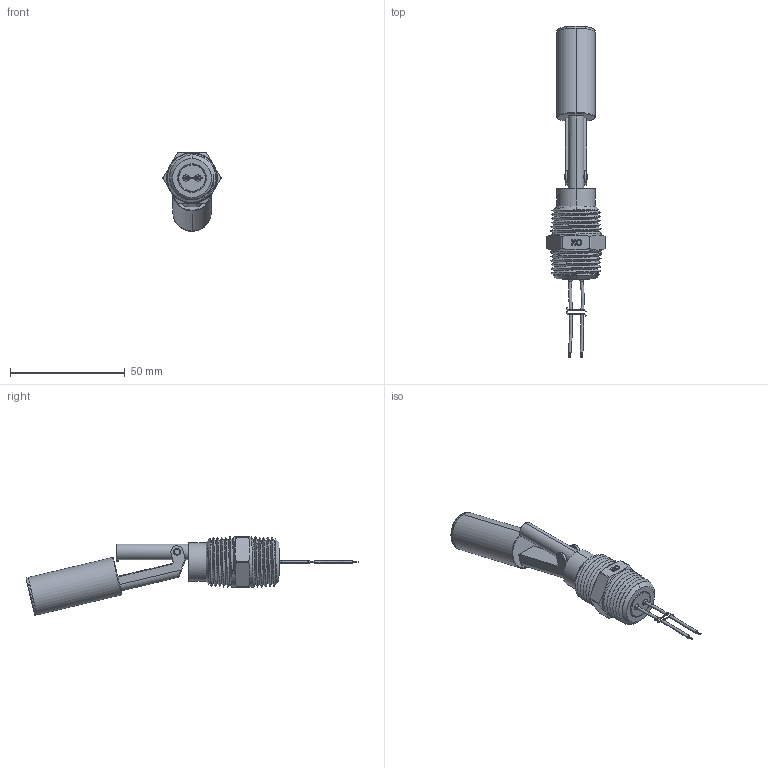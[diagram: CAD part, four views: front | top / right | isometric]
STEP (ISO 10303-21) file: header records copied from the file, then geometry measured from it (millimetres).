
FILE_DESCRIPTION (( 'STEP AP203' ), '1' );
FILE_NAME ('Horizontal Level Sensor.STEP', '2023-06-28T09:29:53', ( '' ), ( '' ), 'SwSTEP 2.0', 'SolidWorks 2020', '' );
FILE_SCHEMA (( 'CONFIG_CONTROL_DESIGN' ));
Length unit declared in the file: millimetre
Products named in the file (1): Horizontal Level Sensor
Bounding box: 25.36 x 144.98 x 34.29 mm (x, y, z)
Volume: 20662.7 mm3; surface area: 10360 mm2
Topology: 7 solids, 7 shells, 276 faces, 686 edges, 445 vertices
Faces by surface type: plane 105, cylinder 79, bspline 63, cone 29
Entity records: 18503 total; most frequent: CARTESIAN_POINT 12612, ORIENTED_EDGE 1368, DIRECTION 909, EDGE_CURVE 684, VERTEX_POINT 445, AXIS2_PLACEMENT_3D 310, EDGE_LOOP 303, VECTOR 289
